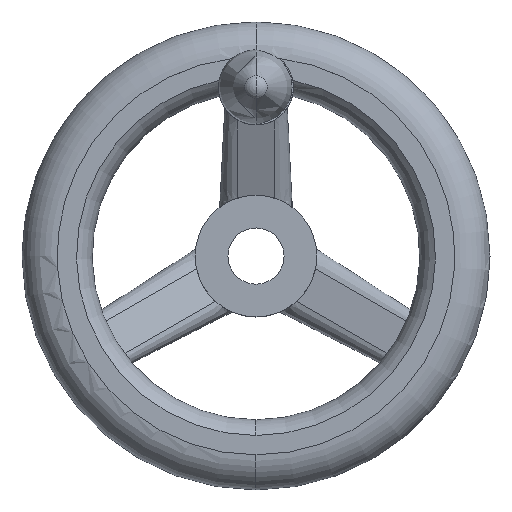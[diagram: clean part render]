
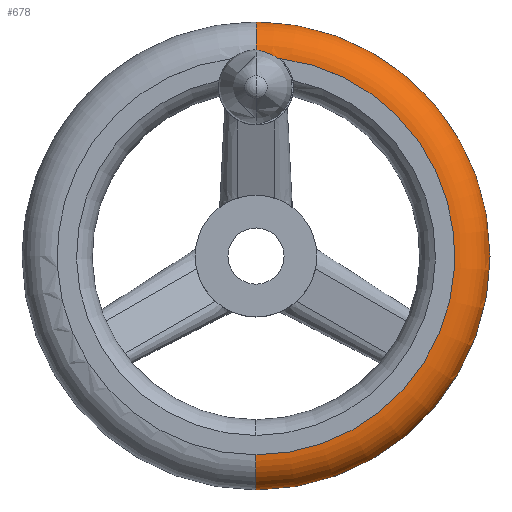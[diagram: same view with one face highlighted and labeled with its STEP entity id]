
A CAD part, top view. The second image highlights one B-rep face of the part: STEP entity #678.
In plain terms, the highlighted toroidal (fillet/blend) face has major radius 42.5 mm and minor radius 7.5 mm.
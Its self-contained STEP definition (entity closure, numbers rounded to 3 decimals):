
#428=VERTEX_POINT('',#949);
#478=EDGE_CURVE('',#658,#654,#1003,.T.);
#502=VERTEX_POINT('',#1029);
#576=EDGE_CURVE('',#428,#502,#1112,.T.);
#616=EDGE_CURVE('',#636,#428,#1158,.T.);
#632=EDGE_CURVE('',#654,#636,#1176,.T.);
#636=VERTEX_POINT('',#1180);
#654=VERTEX_POINT('',#1199);
#658=VERTEX_POINT('',#1203);
#678=ADVANCED_FACE('',(#1226),#1227,.T.);
#748=EDGE_CURVE('',#502,#658,#1309,.T.);
#949=CARTESIAN_POINT('',(0.,42.5,33.0));
#1003=CIRCLE('',#1811,7.5);
#1029=CARTESIAN_POINT('',(5.058,42.198,33.));
#1112=CIRCLE('',#1990,42.5);
#1158=CIRCLE('',#2084,7.5);
#1176=CIRCLE('',#2137,50.0);
#1180=CARTESIAN_POINT('',(0.,50.,25.5));
#1199=CARTESIAN_POINT('',(0.,-50.0,25.5));
#1203=CARTESIAN_POINT('',(0.,-42.5,33.0));
#1226=FACE_OUTER_BOUND('',#2325,.T.);
#1227=TOROIDAL_SURFACE('',#2326,42.5,7.5);
#1309=CIRCLE('',#2464,42.5);
#1811=AXIS2_PLACEMENT_3D('',#2738,#2739,#2740);
#1990=AXIS2_PLACEMENT_3D('',#2854,#2855,#2856);
#2084=AXIS2_PLACEMENT_3D('',#2928,#2929,#2930);
#2137=AXIS2_PLACEMENT_3D('',#2948,#2949,#2950);
#2325=EDGE_LOOP('',(#3000,#3001,#3002,#3003,#3004));
#2326=AXIS2_PLACEMENT_3D('',#3005,#3006,#3007);
#2464=AXIS2_PLACEMENT_3D('',#3137,#3138,#3139);
#2738=CARTESIAN_POINT('',(0.,-42.5,25.5));
#2739=DIRECTION('',(1.0,0.,0.));
#2740=DIRECTION('',(0.,-1.0,0.));
#2854=CARTESIAN_POINT('',(0.,0.,33.0));
#2855=DIRECTION('',(0.,0.,-1.0));
#2856=DIRECTION('',(0.,1.0,0.));
#2928=CARTESIAN_POINT('',(0.,42.5,25.5));
#2929=DIRECTION('',(1.0,0.,0.));
#2930=DIRECTION('',(0.,1.0,0.));
#2948=CARTESIAN_POINT('',(0.,0.,25.5));
#2949=DIRECTION('',(0.,0.,1.0));
#2950=DIRECTION('',(1.0,0.0,0.));
#3000=ORIENTED_EDGE('',*,*,#632,.T.);
#3001=ORIENTED_EDGE('',*,*,#616,.T.);
#3002=ORIENTED_EDGE('',*,*,#576,.T.);
#3003=ORIENTED_EDGE('',*,*,#748,.T.);
#3004=ORIENTED_EDGE('',*,*,#478,.T.);
#3005=CARTESIAN_POINT('',(0.,0.,25.5));
#3006=DIRECTION('',(0.,0.,1.0));
#3007=DIRECTION('',(0.,1.0,0.0));
#3137=CARTESIAN_POINT('',(0.,0.,33.0));
#3138=DIRECTION('',(0.,0.,-1.0));
#3139=DIRECTION('',(0.,1.0,0.));
